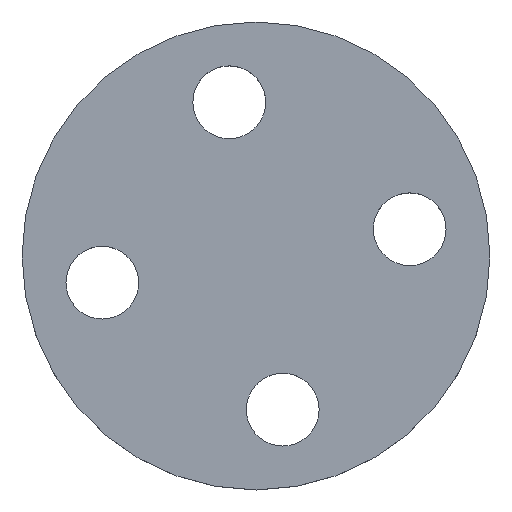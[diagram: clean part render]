
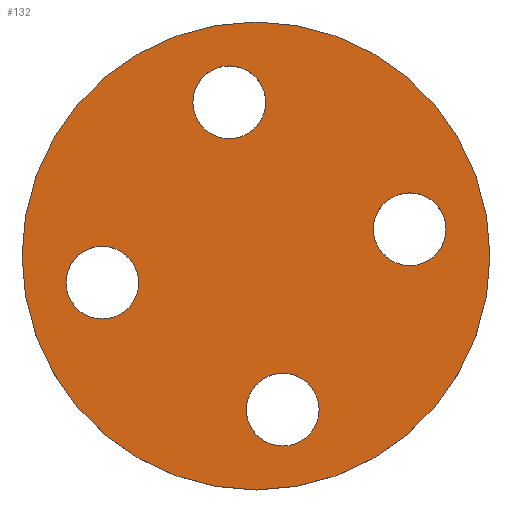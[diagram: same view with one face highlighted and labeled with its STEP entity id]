
A CAD part, top view. The second image highlights one B-rep face of the part: STEP entity #132.
In plain terms, the highlighted planar face has unit normal (0, 0, 1).
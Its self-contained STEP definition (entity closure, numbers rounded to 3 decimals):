
#18=FACE_BOUND('',#38,.T.);
#19=FACE_BOUND('',#39,.T.);
#20=FACE_BOUND('',#40,.T.);
#21=FACE_BOUND('',#41,.T.);
#26=PLANE('',#166);
#30=FACE_OUTER_BOUND('',#37,.T.);
#37=EDGE_LOOP('',(#103));
#38=EDGE_LOOP('',(#104));
#39=EDGE_LOOP('',(#105));
#40=EDGE_LOOP('',(#106));
#41=EDGE_LOOP('',(#107));
#60=CIRCLE('',#161,2.1);
#62=CIRCLE('',#164,2.1);
#64=CIRCLE('',#167,13.5);
#65=CIRCLE('',#168,2.1);
#66=CIRCLE('',#169,2.1);
#70=VERTEX_POINT('',#220);
#72=VERTEX_POINT('',#226);
#74=VERTEX_POINT('',#232);
#75=VERTEX_POINT('',#234);
#76=VERTEX_POINT('',#236);
#80=EDGE_CURVE('',#70,#70,#60,.T.);
#83=EDGE_CURVE('',#72,#72,#62,.T.);
#86=EDGE_CURVE('',#74,#74,#64,.T.);
#87=EDGE_CURVE('',#75,#75,#65,.T.);
#88=EDGE_CURVE('',#76,#76,#66,.T.);
#103=ORIENTED_EDGE('',*,*,#86,.T.);
#104=ORIENTED_EDGE('',*,*,#87,.T.);
#105=ORIENTED_EDGE('',*,*,#80,.T.);
#106=ORIENTED_EDGE('',*,*,#88,.T.);
#107=ORIENTED_EDGE('',*,*,#83,.T.);
#132=ADVANCED_FACE('',(#30,#18,#19,#20,#21),#26,.F.);
#161=AXIS2_PLACEMENT_3D('',#221,#181,#182);
#164=AXIS2_PLACEMENT_3D('',#227,#188,#189);
#166=AXIS2_PLACEMENT_3D('',#231,#193,#194);
#167=AXIS2_PLACEMENT_3D('',#233,#195,#196);
#168=AXIS2_PLACEMENT_3D('',#235,#197,#198);
#169=AXIS2_PLACEMENT_3D('',#237,#199,#200);
#181=DIRECTION('center_axis',(0.,0.,-1.));
#182=DIRECTION('ref_axis',(1.,0.,0.));
#188=DIRECTION('center_axis',(0.,0.,-1.));
#189=DIRECTION('ref_axis',(1.,0.,0.));
#193=DIRECTION('center_axis',(0.,0.,-1.));
#194=DIRECTION('ref_axis',(-1.,0.,0.));
#195=DIRECTION('center_axis',(0.,0.,1.));
#196=DIRECTION('ref_axis',(-1.,0.,0.));
#197=DIRECTION('center_axis',(0.,0.,-1.));
#198=DIRECTION('ref_axis',(1.,0.,0.));
#199=DIRECTION('center_axis',(0.,0.,-1.));
#200=DIRECTION('ref_axis',(1.,0.,0.));
#220=CARTESIAN_POINT('',(-0.558,-8.867,3.));
#221=CARTESIAN_POINT('Origin',(1.542,-8.867,3.));
#226=CARTESIAN_POINT('',(-10.967,-1.542,3.));
#227=CARTESIAN_POINT('Origin',(-8.867,-1.542,3.));
#231=CARTESIAN_POINT('Origin',(0.,0.,3.));
#232=CARTESIAN_POINT('',(13.5,0.,3.));
#233=CARTESIAN_POINT('Origin',(0.,0.,3.));
#234=CARTESIAN_POINT('',(6.767,1.542,3.));
#235=CARTESIAN_POINT('Origin',(8.867,1.542,3.));
#236=CARTESIAN_POINT('',(-3.642,8.867,3.));
#237=CARTESIAN_POINT('Origin',(-1.542,8.867,3.));
